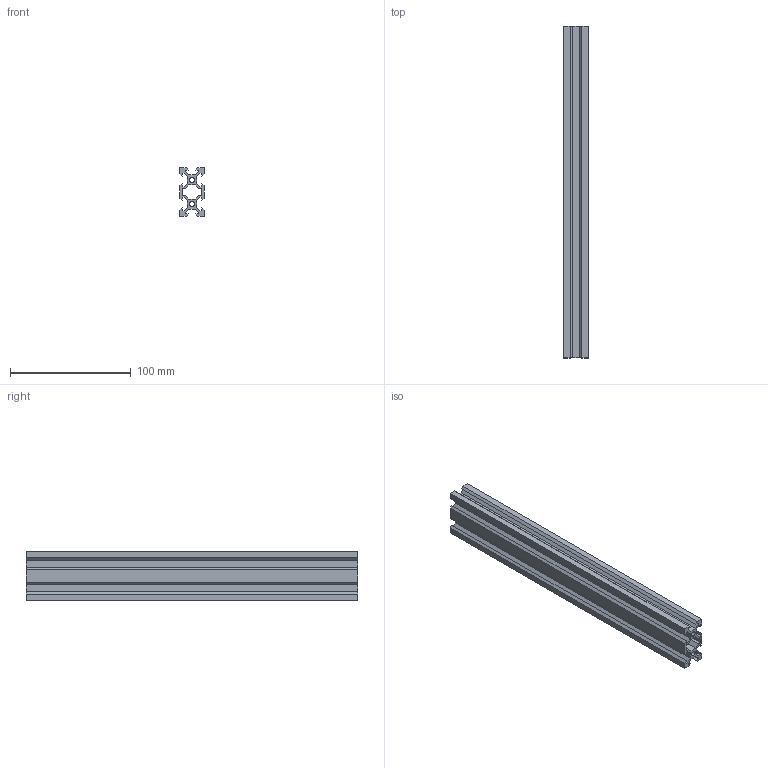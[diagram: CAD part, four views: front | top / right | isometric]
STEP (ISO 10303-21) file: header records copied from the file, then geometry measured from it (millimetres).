
FILE_DESCRIPTION (( 'STEP AP203' ), '1' );
FILE_NAME ('aluminum profile.STEP', '2020-07-30T20:45:49', ( '' ), ( '' ), 'SwSTEP 2.0', 'SolidWorks 2018', '' );
FILE_SCHEMA (( 'CONFIG_CONTROL_DESIGN' ));
Length unit declared in the file: millimetre
Products named in the file (1): aluminum profile
Bounding box: 20 x 275 x 40 mm (x, y, z)
Volume: 84134.6 mm3; surface area: 81419.8 mm2
Topology: 1 solids, 1 shells, 82 faces, 240 edges, 160 vertices
Faces by surface type: plane 78, cylinder 4
Entity records: 2761 total; most frequent: CARTESIAN_POINT 483, ORIENTED_EDGE 480, DIRECTION 414, EDGE_CURVE 240, LINE 232, VECTOR 232, VERTEX_POINT 160, AXIS2_PLACEMENT_3D 91
